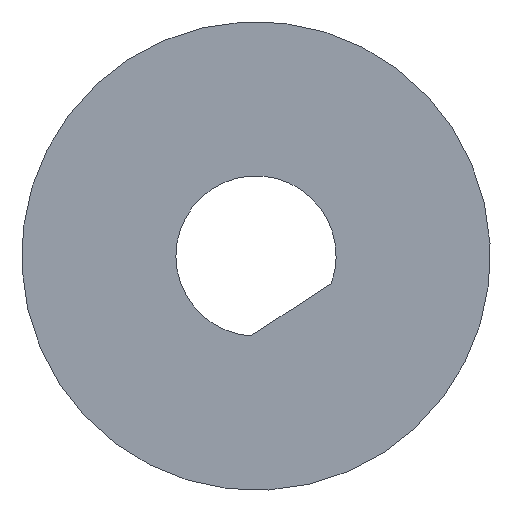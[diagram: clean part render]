
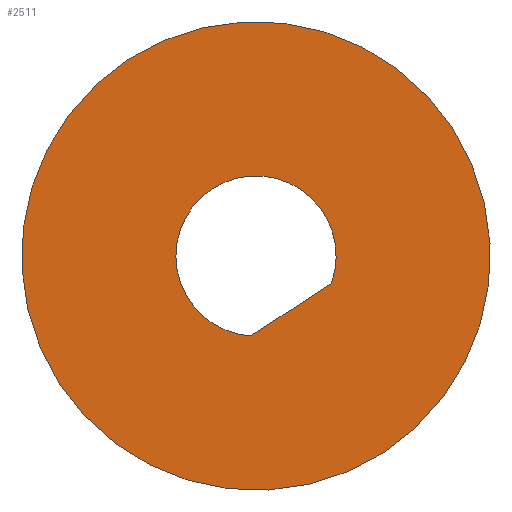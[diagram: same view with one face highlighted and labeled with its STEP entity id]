
A CAD part, front view. The second image highlights one B-rep face of the part: STEP entity #2511.
In plain terms, the highlighted planar face has unit normal (0, -1, 0).
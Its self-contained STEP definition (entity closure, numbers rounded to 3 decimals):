
#227 = CYLINDRICAL_SURFACE('',#228,7.312);
#228 = AXIS2_PLACEMENT_3D('',#229,#230,#231);
#229 = CARTESIAN_POINT('',(-69.257,-27.5,-32.295));
#230 = DIRECTION('',(0.,1.,0.));
#231 = DIRECTION('',(0.547,0.,-0.837));
#266 = VERTEX_POINT('',#267);
#267 = CARTESIAN_POINT('',(-69.419,-27.5,-34.79));
#274 = CYLINDRICAL_SURFACE('',#275,2.5);
#275 = AXIS2_PLACEMENT_3D('',#276,#277,#278);
#276 = CARTESIAN_POINT('',(-69.257,-12.3,-32.295));
#277 = DIRECTION('',(0.,-1.,0.));
#278 = DIRECTION('',(-0.547,0.,0.837));
#286 = PLANE('',#287);
#287 = AXIS2_PLACEMENT_3D('',#288,#289,#290);
#288 = CARTESIAN_POINT('',(-68.163,-12.3,-33.97));
#289 = DIRECTION('',(-0.547,0.,0.837));
#290 = DIRECTION('',(-0.837,0.,-0.547));
#298 = EDGE_CURVE('',#299,#266,#301,.T.);
#299 = VERTEX_POINT('',#300);
#300 = CARTESIAN_POINT('',(-70.624,-27.5,-30.202));
#301 = SURFACE_CURVE('',#302,(#307,#314),.PCURVE_S1.);
#302 = CIRCLE('',#303,2.5);
#303 = AXIS2_PLACEMENT_3D('',#304,#305,#306);
#304 = CARTESIAN_POINT('',(-69.257,-27.5,-32.295));
#305 = DIRECTION('',(-0.,-1.,0.));
#306 = DIRECTION('',(-0.547,0.,0.837));
#307 = PCURVE('',#274,#308);
#308 = DEFINITIONAL_REPRESENTATION('',(#309),#313);
#309 = LINE('',#310,#311);
#310 = CARTESIAN_POINT('',(0.,15.2));
#311 = VECTOR('',#312,1.);
#312 = DIRECTION('',(1.,0.));
#313 = ( GEOMETRIC_REPRESENTATION_CONTEXT(2) 
PARAMETRIC_REPRESENTATION_CONTEXT() REPRESENTATION_CONTEXT('2D SPACE',''
  ) );
#314 = PCURVE('',#315,#320);
#315 = PLANE('',#316);
#316 = AXIS2_PLACEMENT_3D('',#317,#318,#319);
#317 = CARTESIAN_POINT('',(-69.257,-27.5,-32.295));
#318 = DIRECTION('',(0.,-1.,0.));
#319 = DIRECTION('',(-0.547,0.,0.837));
#320 = DEFINITIONAL_REPRESENTATION('',(#321),#325);
#321 = CIRCLE('',#322,2.5);
#322 = AXIS2_PLACEMENT_2D('',#323,#324);
#323 = CARTESIAN_POINT('',(0.,0.));
#324 = DIRECTION('',(1.,0.));
#325 = ( GEOMETRIC_REPRESENTATION_CONTEXT(2) 
PARAMETRIC_REPRESENTATION_CONTEXT() REPRESENTATION_CONTEXT('2D SPACE',''
  ) );
#343 = CYLINDRICAL_SURFACE('',#344,2.5);
#344 = AXIS2_PLACEMENT_3D('',#345,#346,#347);
#345 = CARTESIAN_POINT('',(-69.257,-12.3,-32.295));
#346 = DIRECTION('',(0.,-1.,0.));
#347 = DIRECTION('',(-0.547,0.,0.837));
#466 = EDGE_CURVE('',#467,#469,#471,.T.);
#467 = VERTEX_POINT('',#468);
#468 = CARTESIAN_POINT('',(-73.256,-27.5,-26.174));
#469 = VERTEX_POINT('',#470);
#470 = CARTESIAN_POINT('',(-65.257,-27.5,-38.417));
#471 = SURFACE_CURVE('',#472,(#477,#484),.PCURVE_S1.);
#472 = CIRCLE('',#473,7.312);
#473 = AXIS2_PLACEMENT_3D('',#474,#475,#476);
#474 = CARTESIAN_POINT('',(-69.257,-27.5,-32.295));
#475 = DIRECTION('',(-0.,-1.,0.));
#476 = DIRECTION('',(-0.547,0.,0.837));
#477 = PCURVE('',#227,#478);
#478 = DEFINITIONAL_REPRESENTATION('',(#479),#483);
#479 = LINE('',#480,#481);
#480 = CARTESIAN_POINT('',(3.142,0.));
#481 = VECTOR('',#482,1.);
#482 = DIRECTION('',(-1.,0.));
#483 = ( GEOMETRIC_REPRESENTATION_CONTEXT(2) 
PARAMETRIC_REPRESENTATION_CONTEXT() REPRESENTATION_CONTEXT('2D SPACE',''
  ) );
#484 = PCURVE('',#315,#485);
#485 = DEFINITIONAL_REPRESENTATION('',(#486),#490);
#486 = CIRCLE('',#487,7.312);
#487 = AXIS2_PLACEMENT_2D('',#488,#489);
#488 = CARTESIAN_POINT('',(0.,0.));
#489 = DIRECTION('',(1.,0.));
#490 = ( GEOMETRIC_REPRESENTATION_CONTEXT(2) 
PARAMETRIC_REPRESENTATION_CONTEXT() REPRESENTATION_CONTEXT('2D SPACE',''
  ) );
#506 = CYLINDRICAL_SURFACE('',#507,7.312);
#507 = AXIS2_PLACEMENT_3D('',#508,#509,#510);
#508 = CARTESIAN_POINT('',(-69.257,-27.5,-32.295));
#509 = DIRECTION('',(0.,1.,0.));
#510 = DIRECTION('',(0.547,0.,-0.837));
#2511 = ADVANCED_FACE('',(#2512,#2537),#315,.T.);
#2512 = FACE_BOUND('',#2513,.T.);
#2513 = EDGE_LOOP('',(#2514,#2536));
#2514 = ORIENTED_EDGE('',*,*,#2515,.T.);
#2515 = EDGE_CURVE('',#469,#467,#2516,.T.);
#2516 = SURFACE_CURVE('',#2517,(#2522,#2529),.PCURVE_S1.);
#2517 = CIRCLE('',#2518,7.312);
#2518 = AXIS2_PLACEMENT_3D('',#2519,#2520,#2521);
#2519 = CARTESIAN_POINT('',(-69.257,-27.5,-32.295));
#2520 = DIRECTION('',(-0.,-1.,0.));
#2521 = DIRECTION('',(-0.547,0.,0.837));
#2522 = PCURVE('',#315,#2523);
#2523 = DEFINITIONAL_REPRESENTATION('',(#2524),#2528);
#2524 = CIRCLE('',#2525,7.312);
#2525 = AXIS2_PLACEMENT_2D('',#2526,#2527);
#2526 = CARTESIAN_POINT('',(0.,0.));
#2527 = DIRECTION('',(1.,0.));
#2528 = ( GEOMETRIC_REPRESENTATION_CONTEXT(2) 
PARAMETRIC_REPRESENTATION_CONTEXT() REPRESENTATION_CONTEXT('2D SPACE',''
  ) );
#2529 = PCURVE('',#506,#2530);
#2530 = DEFINITIONAL_REPRESENTATION('',(#2531),#2535);
#2531 = LINE('',#2532,#2533);
#2532 = CARTESIAN_POINT('',(9.425,0.));
#2533 = VECTOR('',#2534,1.);
#2534 = DIRECTION('',(-1.,0.));
#2535 = ( GEOMETRIC_REPRESENTATION_CONTEXT(2) 
PARAMETRIC_REPRESENTATION_CONTEXT() REPRESENTATION_CONTEXT('2D SPACE',''
  ) );
#2536 = ORIENTED_EDGE('',*,*,#466,.T.);
#2537 = FACE_BOUND('',#2538,.T.);
#2538 = EDGE_LOOP('',(#2539,#2563,#2584));
#2539 = ORIENTED_EDGE('',*,*,#2540,.F.);
#2540 = EDGE_CURVE('',#2541,#299,#2543,.T.);
#2541 = VERTEX_POINT('',#2542);
#2542 = CARTESIAN_POINT('',(-66.907,-27.5,-33.149));
#2543 = SURFACE_CURVE('',#2544,(#2549,#2556),.PCURVE_S1.);
#2544 = CIRCLE('',#2545,2.5);
#2545 = AXIS2_PLACEMENT_3D('',#2546,#2547,#2548);
#2546 = CARTESIAN_POINT('',(-69.257,-27.5,-32.295));
#2547 = DIRECTION('',(-0.,-1.,0.));
#2548 = DIRECTION('',(-0.547,0.,0.837));
#2549 = PCURVE('',#315,#2550);
#2550 = DEFINITIONAL_REPRESENTATION('',(#2551),#2555);
#2551 = CIRCLE('',#2552,2.5);
#2552 = AXIS2_PLACEMENT_2D('',#2553,#2554);
#2553 = CARTESIAN_POINT('',(0.,0.));
#2554 = DIRECTION('',(1.,0.));
#2555 = ( GEOMETRIC_REPRESENTATION_CONTEXT(2) 
PARAMETRIC_REPRESENTATION_CONTEXT() REPRESENTATION_CONTEXT('2D SPACE',''
  ) );
#2556 = PCURVE('',#343,#2557);
#2557 = DEFINITIONAL_REPRESENTATION('',(#2558),#2562);
#2558 = LINE('',#2559,#2560);
#2559 = CARTESIAN_POINT('',(0.,15.2));
#2560 = VECTOR('',#2561,1.);
#2561 = DIRECTION('',(1.,0.));
#2562 = ( GEOMETRIC_REPRESENTATION_CONTEXT(2) 
PARAMETRIC_REPRESENTATION_CONTEXT() REPRESENTATION_CONTEXT('2D SPACE',''
  ) );
#2563 = ORIENTED_EDGE('',*,*,#2564,.T.);
#2564 = EDGE_CURVE('',#2541,#266,#2565,.T.);
#2565 = SURFACE_CURVE('',#2566,(#2570,#2577),.PCURVE_S1.);
#2566 = LINE('',#2567,#2568);
#2567 = CARTESIAN_POINT('',(-68.163,-27.5,-33.97));
#2568 = VECTOR('',#2569,1.);
#2569 = DIRECTION('',(-0.837,0.,-0.547));
#2570 = PCURVE('',#315,#2571);
#2571 = DEFINITIONAL_REPRESENTATION('',(#2572),#2576);
#2572 = LINE('',#2573,#2574);
#2573 = CARTESIAN_POINT('',(-2.,0.));
#2574 = VECTOR('',#2575,1.);
#2575 = DIRECTION('',(0.,1.));
#2576 = ( GEOMETRIC_REPRESENTATION_CONTEXT(2) 
PARAMETRIC_REPRESENTATION_CONTEXT() REPRESENTATION_CONTEXT('2D SPACE',''
  ) );
#2577 = PCURVE('',#286,#2578);
#2578 = DEFINITIONAL_REPRESENTATION('',(#2579),#2583);
#2579 = LINE('',#2580,#2581);
#2580 = CARTESIAN_POINT('',(0.,15.2));
#2581 = VECTOR('',#2582,1.);
#2582 = DIRECTION('',(1.,0.));
#2583 = ( GEOMETRIC_REPRESENTATION_CONTEXT(2) 
PARAMETRIC_REPRESENTATION_CONTEXT() REPRESENTATION_CONTEXT('2D SPACE',''
  ) );
#2584 = ORIENTED_EDGE('',*,*,#298,.F.);
